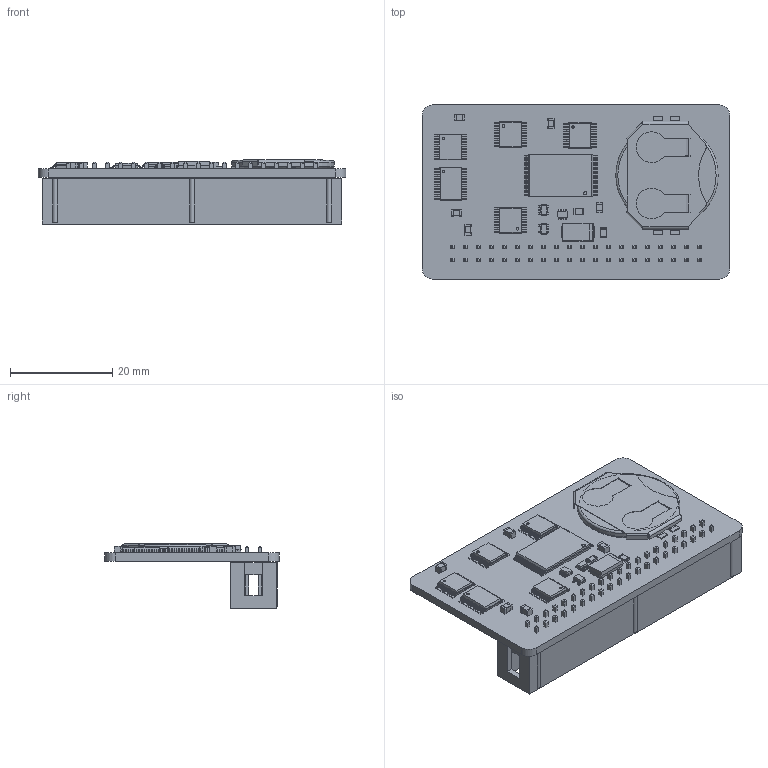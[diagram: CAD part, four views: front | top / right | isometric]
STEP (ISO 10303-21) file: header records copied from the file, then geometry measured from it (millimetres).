
FILE_DESCRIPTION(('KiCad electronic assembly'),'2;1');
FILE_NAME('MiniNDP_512_CR2016.step','2024-05-16T21:11:26',('Pcbnew'),( 'Kicad'),'Open CASCADE STEP processor 7.6','KiCad to STEP converter' ,'Unknown');
FILE_SCHEMA(('AUTOMOTIVE_DESIGN { 1 0 10303 214 1 1 1 1 }'));
Length unit declared in the file: millimetre
Products named in the file (24): MiniNDP_512_CR2016 1; CP_6032-15; CP_EIA_6032_15_Kemet_U; TSSOP-16; TSSOP_16_44x5mm_P065mm; C_0805; C_0805_2012Metric; SOT-363_SC-70-6; SOT_363_SC_70_6; R_0805; R_0805_2012Metric; SOT-353_SC-70-5; SOT_353_SC_70_5; CR2012_holder_Keystone_3028; Fusion001; CR2016_blank; TSOP32_8x14; part; TSSOP-20; TSSOP_20_44x65mm_P065mm; IDC-Header_2x20_P2.54mm_Vertical; IDC_Header_2x20_P254mm_Vertical; MiniNDP_512_PCB
Assembly tree (32 placements, depth 3):
  MiniNDP_512_CR2016 1
    CP_6032-15
      CP_EIA_6032_15_Kemet_U
    TSSOP-16  x4
      TSSOP_16_44x5mm_P065mm
    C_0805  x5
      C_0805_2012Metric
    SOT-363_SC-70-6
      SOT_363_SC_70_6
    R_0805  x2
      R_0805_2012Metric
    SOT-353_SC-70-5  x2
      SOT_353_SC_70_5
    CR2012_holder_Keystone_3028
      Fusion001
    CR2016_blank
      CR2016_blank
    TSOP32_8x14
      part
    TSSOP-20
      TSSOP_20_44x65mm_P065mm
    IDC-Header_2x20_P2.54mm_Vertical
      IDC_Header_2x20_P254mm_Vertical
    MiniNDP_512_PCB
Bounding box: 60 x 34 x 12.5 mm (x, y, z)
Volume: 3155.1 mm3; surface area: 10370.1 mm2
Topology: 53 solids, 54 shells, 3270 faces, 8263 edges, 5200 vertices
Faces by surface type: plane 2362, cylinder 653, bspline 252, torus 3
Full cylindrical faces by diameter (mm): 0.5 x5, 0.625 x1, 1 x6, 20 x1
Entity records: 81027 total; most frequent: CARTESIAN_POINT 12499, ORIENTED_EDGE 11138, DIRECTION 10500, EDGE_CURVE 5570, LINE 4654, VECTOR 4654, VERTEX_POINT 3502, AXIS2_PLACEMENT_3D 2923
